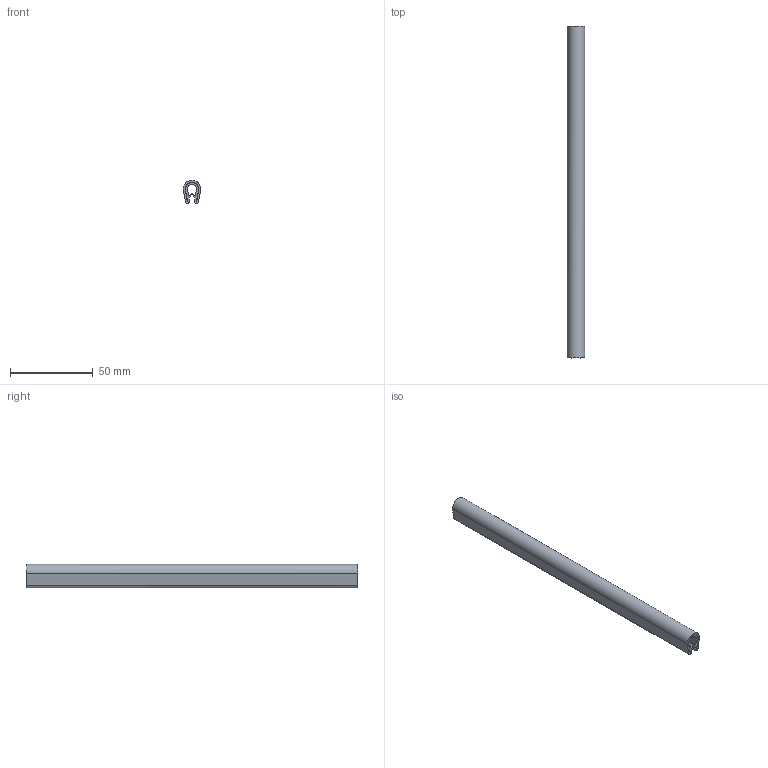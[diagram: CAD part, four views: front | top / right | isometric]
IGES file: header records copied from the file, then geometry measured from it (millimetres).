
Start section: ------------------------------------------------------------------------
Global section: file name: PC50.13112.TEM_1010_01_17799.igs; native system: spGate; preprocessor: ver17.5.1; author: Unknown; organization: Unknown; date: 210304.141839; units: millimetre
Bounding box: 10.5 x 200 x 14 mm (x, y, z)
Volume: 16170.6 mm3; surface area: 25550.3 mm2
Topology: 4 solids, 4 shells, 28 faces, 120 edges, 96 vertices
Faces by surface type: bspline 28
